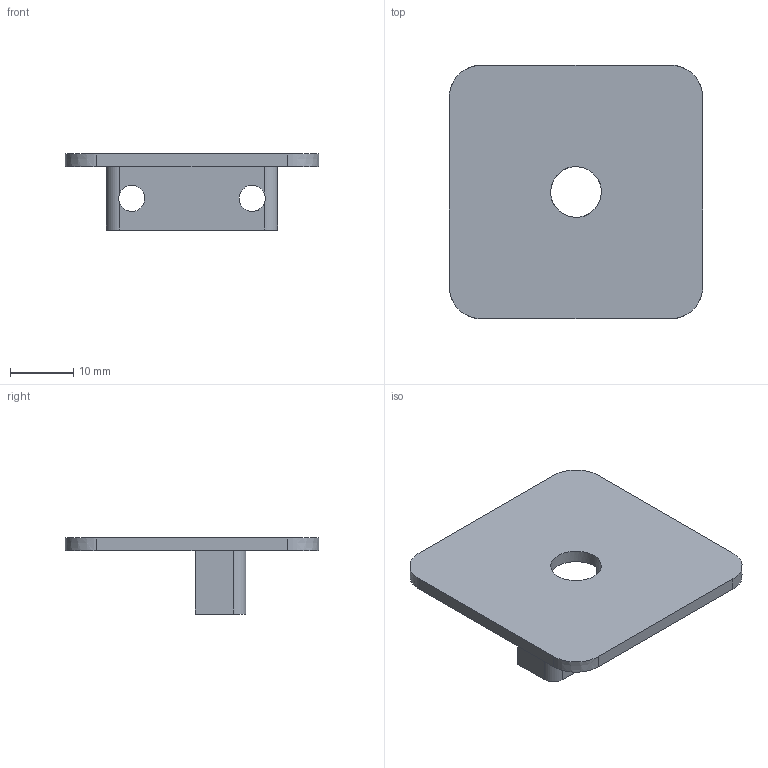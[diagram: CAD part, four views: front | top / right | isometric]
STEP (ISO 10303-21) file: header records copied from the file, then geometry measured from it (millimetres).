
FILE_DESCRIPTION(('CATIA V5 STEP Exchange'),'2;1');
FILE_NAME('insert_droit.stp','2018-06-03T13:09:13+00:00',('none'),('none'),'CATIA Version 5 Release 20 GA (IN-10)','CATIA V5 STEP AP203','none');
FILE_SCHEMA(('CONFIG_CONTROL_DESIGN'));
Length unit declared in the file: millimetre
Products named in the file (1): support_axe_droit
Bounding box: 40 x 40 x 12 mm (x, y, z)
Volume: 4773.2 mm3; surface area: 4282.9 mm2
Topology: 1 solids, 1 shells, 25 faces, 75 edges, 50 vertices
Faces by surface type: plane 12, cylinder 9, extrusion 4
Entity records: 911 total; most frequent: CARTESIAN_POINT 215, ORIENTED_EDGE 150, DIRECTION 103, EDGE_CURVE 75, VERTEX_POINT 50, VECTOR 48, LINE 44, AXIS2_PLACEMENT_3D 39
